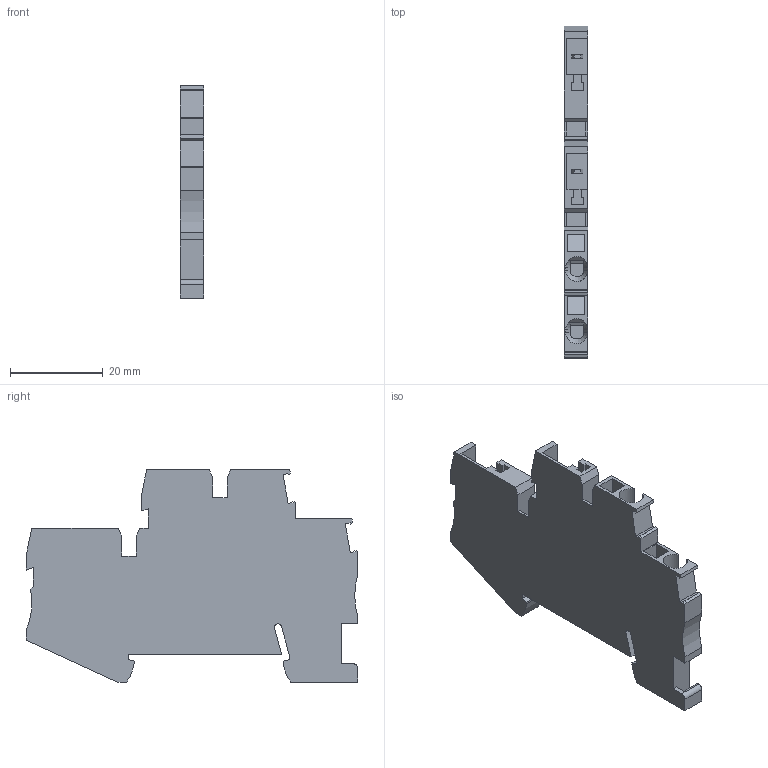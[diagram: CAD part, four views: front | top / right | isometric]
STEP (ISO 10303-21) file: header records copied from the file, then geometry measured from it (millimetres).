
FILE_DESCRIPTION(('Creo Elements/Direct Modeling STEP Export'),'2;1');
FILE_NAME('model.stp','2018-04-13T13:18:05',(''),(''),'Creo Elements/Direct Modeling STEP processor for AP214 (Solid Model)','Creo Elements/Direct Modeling 18.1I 14-Aug-2016 (C) Parametric Technology GmbH','');
FILE_SCHEMA(('AUTOMOTIVE_DESIGN { 1 0 10303 214 1 1 1 1 }'));
Length unit declared in the file: millimetre
Products named in the file (2): STTB-25-2P-DIO-O-U-select
Assembly tree (1 placements, depth 2):
  STTB-25-2P-DIO-O-U-select
    STTB-25-2P-DIO-O-U-select
Bounding box: 5.15 x 71.58 x 45.85 mm (x, y, z)
Volume: 10256.9 mm3; surface area: 7697.7 mm2
Topology: 1 solids, 1 shells, 174 faces, 492 edges, 324 vertices
Faces by surface type: plane 148, cylinder 20, cone 6
Entity records: 8137 total; most frequent: CARTESIAN_POINT 2113, ORIENTED_EDGE 984, DIRECTION 889, EDGE_CURVE 492, VECTOR 429, LINE 429, VERTEX_POINT 324, AXIS2_PLACEMENT_3D 230
